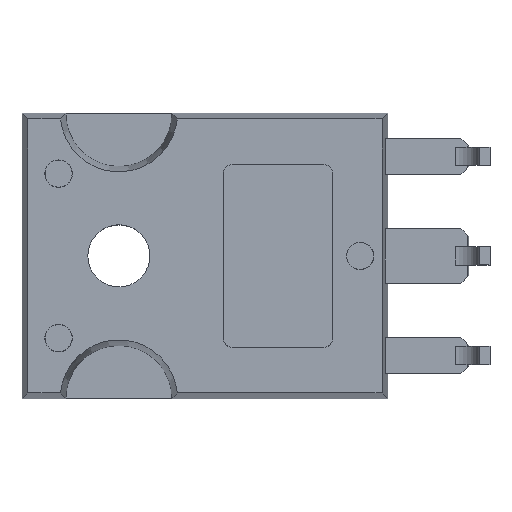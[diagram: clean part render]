
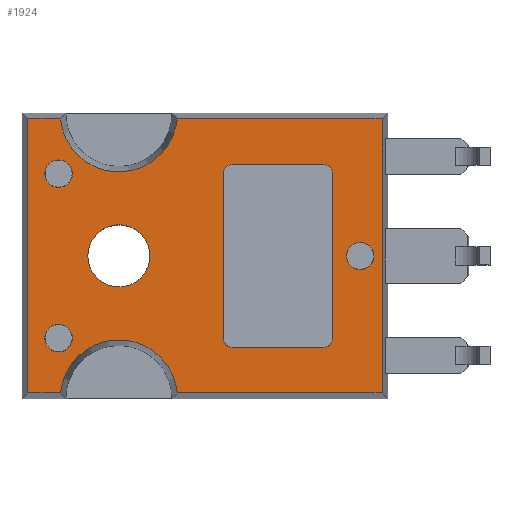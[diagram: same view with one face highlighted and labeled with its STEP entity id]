
A CAD part, top view. The second image highlights one B-rep face of the part: STEP entity #1924.
In plain terms, the highlighted planar face has unit normal (0, 0, 1).
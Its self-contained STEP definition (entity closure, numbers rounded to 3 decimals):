
#30=FACE_BOUND('',#239,.T.);
#31=FACE_BOUND('',#240,.T.);
#32=FACE_BOUND('',#241,.T.);
#33=FACE_BOUND('',#242,.T.);
#34=FACE_BOUND('',#243,.T.);
#136=FACE_OUTER_BOUND('',#238,.T.);
#238=EDGE_LOOP('',(#1581,#1582,#1583,#1584,#1585,#1586,#1587,#1588));
#239=EDGE_LOOP('',(#1589,#1590,#1591,#1592,#1593,#1594,#1595,#1596));
#240=EDGE_LOOP('',(#1597));
#241=EDGE_LOOP('',(#1598));
#242=EDGE_LOOP('',(#1599));
#243=EDGE_LOOP('',(#1600));
#285=CIRCLE('',#2040,1.7);
#286=CIRCLE('',#2042,0.75);
#287=CIRCLE('',#2044,0.75);
#288=CIRCLE('',#2046,0.75);
#289=CIRCLE('',#2049,0.5);
#290=CIRCLE('',#2052,0.5);
#291=CIRCLE('',#2055,0.5);
#292=CIRCLE('',#2058,0.5);
#293=CIRCLE('',#2060,3.206);
#294=CIRCLE('',#2065,3.206);
#459=LINE('',#2984,#673);
#463=LINE('',#2993,#677);
#466=LINE('',#3001,#680);
#469=LINE('',#3009,#683);
#472=LINE('',#3046,#686);
#474=LINE('',#3050,#688);
#477=LINE('',#3055,#691);
#498=LINE('',#3125,#712);
#499=LINE('',#3128,#713);
#500=LINE('',#3129,#714);
#673=VECTOR('',#2450,1.);
#677=VECTOR('',#2460,1.);
#680=VECTOR('',#2469,1.);
#683=VECTOR('',#2478,1.);
#686=VECTOR('',#2491,1.);
#688=VECTOR('',#2495,1.);
#691=VECTOR('',#2500,1.);
#712=VECTOR('',#2543,1.);
#713=VECTOR('',#2546,1.);
#714=VECTOR('',#2547,1.);
#861=VERTEX_POINT('',#2966);
#862=VERTEX_POINT('',#2970);
#863=VERTEX_POINT('',#2974);
#864=VERTEX_POINT('',#2978);
#865=VERTEX_POINT('',#2982);
#866=VERTEX_POINT('',#2983);
#867=VERTEX_POINT('',#2988);
#868=VERTEX_POINT('',#2992);
#869=VERTEX_POINT('',#2996);
#870=VERTEX_POINT('',#3000);
#871=VERTEX_POINT('',#3004);
#872=VERTEX_POINT('',#3008);
#873=VERTEX_POINT('',#3014);
#874=VERTEX_POINT('',#3028);
#875=VERTEX_POINT('',#3045);
#876=VERTEX_POINT('',#3049);
#877=VERTEX_POINT('',#3054);
#878=VERTEX_POINT('',#3070);
#889=VERTEX_POINT('',#3123);
#890=VERTEX_POINT('',#3127);
#1080=EDGE_CURVE('',#861,#861,#285,.F.);
#1082=EDGE_CURVE('',#862,#862,#286,.F.);
#1084=EDGE_CURVE('',#863,#863,#287,.F.);
#1086=EDGE_CURVE('',#864,#864,#288,.F.);
#1087=EDGE_CURVE('',#865,#866,#459,.F.);
#1090=EDGE_CURVE('',#867,#865,#289,.F.);
#1092=EDGE_CURVE('',#868,#867,#463,.F.);
#1094=EDGE_CURVE('',#869,#868,#290,.F.);
#1096=EDGE_CURVE('',#870,#869,#466,.F.);
#1098=EDGE_CURVE('',#871,#870,#291,.F.);
#1100=EDGE_CURVE('',#872,#871,#469,.F.);
#1102=EDGE_CURVE('',#866,#872,#292,.F.);
#1104=EDGE_CURVE('',#874,#873,#293,.T.);
#1107=EDGE_CURVE('',#875,#874,#472,.T.);
#1109=EDGE_CURVE('',#876,#875,#474,.T.);
#1112=EDGE_CURVE('',#877,#876,#477,.T.);
#1114=EDGE_CURVE('',#878,#877,#294,.T.);
#1136=EDGE_CURVE('',#873,#889,#498,.T.);
#1137=EDGE_CURVE('',#889,#890,#499,.T.);
#1138=EDGE_CURVE('',#890,#878,#500,.T.);
#1581=ORIENTED_EDGE('',*,*,#1114,.T.);
#1582=ORIENTED_EDGE('',*,*,#1112,.T.);
#1583=ORIENTED_EDGE('',*,*,#1109,.T.);
#1584=ORIENTED_EDGE('',*,*,#1107,.T.);
#1585=ORIENTED_EDGE('',*,*,#1104,.T.);
#1586=ORIENTED_EDGE('',*,*,#1136,.T.);
#1587=ORIENTED_EDGE('',*,*,#1137,.T.);
#1588=ORIENTED_EDGE('',*,*,#1138,.T.);
#1589=ORIENTED_EDGE('',*,*,#1102,.T.);
#1590=ORIENTED_EDGE('',*,*,#1100,.T.);
#1591=ORIENTED_EDGE('',*,*,#1098,.T.);
#1592=ORIENTED_EDGE('',*,*,#1096,.T.);
#1593=ORIENTED_EDGE('',*,*,#1094,.T.);
#1594=ORIENTED_EDGE('',*,*,#1092,.T.);
#1595=ORIENTED_EDGE('',*,*,#1090,.T.);
#1596=ORIENTED_EDGE('',*,*,#1087,.T.);
#1597=ORIENTED_EDGE('',*,*,#1086,.T.);
#1598=ORIENTED_EDGE('',*,*,#1084,.T.);
#1599=ORIENTED_EDGE('',*,*,#1082,.T.);
#1600=ORIENTED_EDGE('',*,*,#1080,.T.);
#1728=PLANE('',#2075);
#1924=ADVANCED_FACE('',(#136,#30,#31,#32,#33,#34),#1728,.T.);
#2040=AXIS2_PLACEMENT_3D('',#2968,#2431,#2432);
#2042=AXIS2_PLACEMENT_3D('',#2972,#2436,#2437);
#2044=AXIS2_PLACEMENT_3D('',#2976,#2441,#2442);
#2046=AXIS2_PLACEMENT_3D('',#2980,#2446,#2447);
#2049=AXIS2_PLACEMENT_3D('',#2989,#2455,#2456);
#2052=AXIS2_PLACEMENT_3D('',#2997,#2464,#2465);
#2055=AXIS2_PLACEMENT_3D('',#3005,#2473,#2474);
#2058=AXIS2_PLACEMENT_3D('',#3012,#2482,#2483);
#2060=AXIS2_PLACEMENT_3D('',#3029,#2486,#2487);
#2065=AXIS2_PLACEMENT_3D('',#3071,#2503,#2504);
#2075=AXIS2_PLACEMENT_3D('',#3126,#2544,#2545);
#2431=DIRECTION('center_axis',(0.,0.,1.));
#2432=DIRECTION('ref_axis',(1.,0.,0.));
#2436=DIRECTION('center_axis',(0.,0.,1.));
#2437=DIRECTION('ref_axis',(1.,0.,0.));
#2441=DIRECTION('center_axis',(0.,0.,1.));
#2442=DIRECTION('ref_axis',(1.,0.,0.));
#2446=DIRECTION('center_axis',(0.,0.,1.));
#2447=DIRECTION('ref_axis',(1.,0.,0.));
#2450=DIRECTION('',(0.,1.,0.));
#2455=DIRECTION('center_axis',(0.,0.,1.));
#2456=DIRECTION('ref_axis',(1.,0.,0.));
#2460=DIRECTION('',(-1.,0.,0.));
#2464=DIRECTION('center_axis',(0.,0.,1.));
#2465=DIRECTION('ref_axis',(0.,1.,0.));
#2469=DIRECTION('',(0.,-1.,0.));
#2473=DIRECTION('center_axis',(0.,0.,1.));
#2474=DIRECTION('ref_axis',(-1.,0.,0.));
#2478=DIRECTION('',(1.,0.,0.));
#2482=DIRECTION('center_axis',(0.,0.,1.));
#2483=DIRECTION('ref_axis',(0.,-1.,0.));
#2486=DIRECTION('center_axis',(0.,0.,-1.));
#2487=DIRECTION('ref_axis',(-0.995,0.096,0.));
#2491=DIRECTION('',(1.,0.,0.));
#2495=DIRECTION('',(0.,-1.,0.));
#2500=DIRECTION('',(-1.,0.,0.));
#2503=DIRECTION('center_axis',(0.,0.,-1.));
#2504=DIRECTION('ref_axis',(0.995,-0.096,0.));
#2543=DIRECTION('',(1.,0.,0.));
#2544=DIRECTION('center_axis',(0.,0.,1.));
#2545=DIRECTION('ref_axis',(1.,0.,0.));
#2546=DIRECTION('',(0.,1.,0.));
#2547=DIRECTION('',(-1.,0.,0.));
#2966=CARTESIAN_POINT('',(-1.7,0.,5.));
#2968=CARTESIAN_POINT('Origin',(0.,0.,5.));
#2970=CARTESIAN_POINT('',(12.45,0.,5.));
#2972=CARTESIAN_POINT('Origin',(13.2,0.,5.));
#2974=CARTESIAN_POINT('',(-4.05,-4.5,5.));
#2976=CARTESIAN_POINT('Origin',(-3.3,-4.5,5.));
#2978=CARTESIAN_POINT('',(-4.05,4.5,5.));
#2980=CARTESIAN_POINT('Origin',(-3.3,4.5,5.));
#2982=CARTESIAN_POINT('',(11.7,4.5,5.));
#2983=CARTESIAN_POINT('',(11.7,-4.5,5.));
#2984=CARTESIAN_POINT('',(11.7,-4.5,5.));
#2988=CARTESIAN_POINT('',(11.2,5.,5.));
#2989=CARTESIAN_POINT('Origin',(11.2,4.5,5.));
#2992=CARTESIAN_POINT('',(6.2,5.,5.));
#2993=CARTESIAN_POINT('',(11.2,5.,5.));
#2996=CARTESIAN_POINT('',(5.7,4.5,5.));
#2997=CARTESIAN_POINT('Origin',(6.2,4.5,5.));
#3000=CARTESIAN_POINT('',(5.7,-4.5,5.));
#3001=CARTESIAN_POINT('',(5.7,4.5,5.));
#3004=CARTESIAN_POINT('',(6.2,-5.,5.));
#3005=CARTESIAN_POINT('Origin',(6.2,-4.5,5.));
#3008=CARTESIAN_POINT('',(11.2,-5.,5.));
#3009=CARTESIAN_POINT('',(6.2,-5.,5.));
#3012=CARTESIAN_POINT('Origin',(11.2,-4.5,5.));
#3014=CARTESIAN_POINT('',(3.192,-7.494,5.));
#3028=CARTESIAN_POINT('',(-3.192,-7.494,5.));
#3029=CARTESIAN_POINT('Origin',(0.,-7.8,5.));
#3045=CARTESIAN_POINT('',(-4.994,-7.494,5.));
#3046=CARTESIAN_POINT('',(-4.994,-7.494,5.));
#3049=CARTESIAN_POINT('',(-4.994,7.494,5.));
#3050=CARTESIAN_POINT('',(-4.994,7.494,5.));
#3054=CARTESIAN_POINT('',(-3.192,7.494,5.));
#3055=CARTESIAN_POINT('',(-3.192,7.494,5.));
#3070=CARTESIAN_POINT('',(3.192,7.494,5.));
#3071=CARTESIAN_POINT('Origin',(0.,7.8,5.));
#3123=CARTESIAN_POINT('',(14.394,-7.494,5.));
#3125=CARTESIAN_POINT('',(3.192,-7.494,5.));
#3126=CARTESIAN_POINT('Origin',(0.,0.,5.));
#3127=CARTESIAN_POINT('',(14.394,7.494,5.));
#3128=CARTESIAN_POINT('',(14.394,-7.494,5.));
#3129=CARTESIAN_POINT('',(14.394,7.494,5.));
